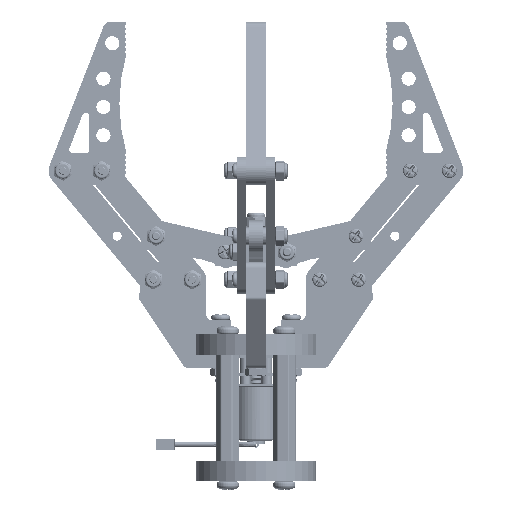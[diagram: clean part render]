
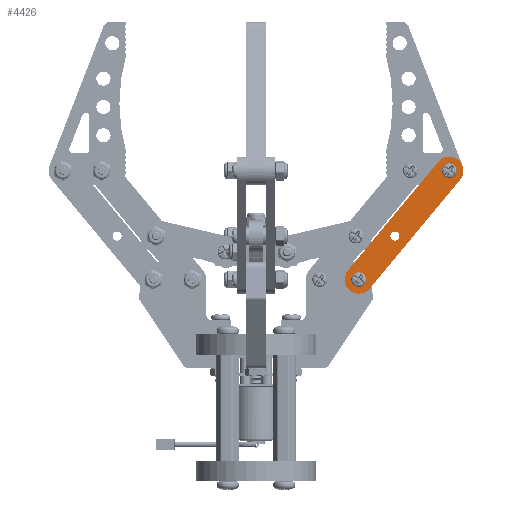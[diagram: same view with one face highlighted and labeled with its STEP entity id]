
A CAD part, left-side view. The second image highlights one B-rep face of the part: STEP entity #4426.
In plain terms, the highlighted face is planar.
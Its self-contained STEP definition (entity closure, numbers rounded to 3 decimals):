
#4426 = ADVANCED_FACE( '', ( #9040, #9041, #9042, #9043 ), #9044, .F. );
#9040 = FACE_BOUND( '', #14634, .T. );
#9041 = FACE_BOUND( '', #14635, .T. );
#9042 = FACE_BOUND( '', #14636, .T. );
#9043 = FACE_OUTER_BOUND( '', #14637, .T. );
#9044 = PLANE( '', #14638 );
#14634 = EDGE_LOOP( '', ( #22490 ) );
#14635 = EDGE_LOOP( '', ( #22491 ) );
#14636 = EDGE_LOOP( '', ( #22492 ) );
#14637 = EDGE_LOOP( '', ( #22493, #22494, #22495, #22496 ) );
#14638 = AXIS2_PLACEMENT_3D( '', #22497, #22498, #22499 );
#22490 = ORIENTED_EDGE( '', *, *, #24409, .T. );
#22491 = ORIENTED_EDGE( '', *, *, #25636, .T. );
#22492 = ORIENTED_EDGE( '', *, *, #26127, .T. );
#22493 = ORIENTED_EDGE( '', *, *, #26092, .T. );
#22494 = ORIENTED_EDGE( '', *, *, #24956, .F. );
#22495 = ORIENTED_EDGE( '', *, *, #26709, .T. );
#22496 = ORIENTED_EDGE( '', *, *, #27086, .F. );
#22497 = CARTESIAN_POINT( '', ( 0., 0., 1.25 ) );
#22498 = DIRECTION( '', ( 0., 0., -1. ) );
#22499 = DIRECTION( '', ( -1., 0., 0. ) );
#24409 = EDGE_CURVE( '', #27651, #27651, #27652, .T. );
#24956 = EDGE_CURVE( '', #28578, #28579, #28580, .T. );
#25636 = EDGE_CURVE( '', #29672, #29672, #29673, .T. );
#26092 = EDGE_CURVE( '', #30378, #28579, #30379, .F. );
#26127 = EDGE_CURVE( '', #30432, #30432, #30433, .T. );
#26709 = EDGE_CURVE( '', #28578, #31271, #31272, .F. );
#27086 = EDGE_CURVE( '', #30378, #31271, #31750, .T. );
#27651 = VERTEX_POINT( '', #32470 );
#27652 = CIRCLE( '', #32471, 1.3 );
#28578 = VERTEX_POINT( '', #33652 );
#28579 = VERTEX_POINT( '', #33653 );
#28580 = LINE( '', #33654, #33655 );
#29672 = VERTEX_POINT( '', #35196 );
#29673 = CIRCLE( '', #35197, 1.3 );
#30378 = VERTEX_POINT( '', #36080 );
#30379 = CIRCLE( '', #36081, 4. );
#30432 = VERTEX_POINT( '', #36145 );
#30433 = CIRCLE( '', #36146, 1.3 );
#31271 = VERTEX_POINT( '', #37195 );
#31272 = CIRCLE( '', #37196, 4. );
#31750 = LINE( '', #37819, #37820 );
#32470 = CARTESIAN_POINT( '', ( 2.7, 0., 1.25 ) );
#32471 = AXIS2_PLACEMENT_3D( '', #38442, #38443, #38444 );
#33652 = CARTESIAN_POINT( '', ( 20., -4., 1.25 ) );
#33653 = CARTESIAN_POINT( '', ( -20., -4., 1.25 ) );
#33654 = CARTESIAN_POINT( '', ( 24., -4., 1.25 ) );
#33655 = VECTOR( '', #39371, 1000. );
#35196 = CARTESIAN_POINT( '', ( 21.3, 0., 1.25 ) );
#35197 = AXIS2_PLACEMENT_3D( '', #40304, #40305, #40306 );
#36080 = CARTESIAN_POINT( '', ( -20., 4., 1.25 ) );
#36081 = AXIS2_PLACEMENT_3D( '', #40972, #40973, #40974 );
#36145 = CARTESIAN_POINT( '', ( -18.7, 0., 1.25 ) );
#36146 = AXIS2_PLACEMENT_3D( '', #41022, #41023, #41024 );
#37195 = CARTESIAN_POINT( '', ( 20., 4., 1.25 ) );
#37196 = AXIS2_PLACEMENT_3D( '', #41754, #41755, #41756 );
#37819 = CARTESIAN_POINT( '', ( -24., 4., 1.25 ) );
#37820 = VECTOR( '', #42113, 1000. );
#38442 = CARTESIAN_POINT( '', ( 4., 0., 1.25 ) );
#38443 = DIRECTION( '', ( 0., 0., -1. ) );
#38444 = DIRECTION( '', ( -1., 0., 0. ) );
#39371 = DIRECTION( '', ( -1., 0., 0. ) );
#40304 = CARTESIAN_POINT( '', ( 20., 0., 1.25 ) );
#40305 = DIRECTION( '', ( 0., 0., -1. ) );
#40306 = DIRECTION( '', ( 1., 0., 0. ) );
#40972 = CARTESIAN_POINT( '', ( -20., 0., 1.25 ) );
#40973 = DIRECTION( '', ( 0., 0., -1. ) );
#40974 = DIRECTION( '', ( -1., 0., 0. ) );
#41022 = CARTESIAN_POINT( '', ( -20., 0., 1.25 ) );
#41023 = DIRECTION( '', ( 0., 0., -1. ) );
#41024 = DIRECTION( '', ( 1., 0., 0. ) );
#41754 = CARTESIAN_POINT( '', ( 20., 0., 1.25 ) );
#41755 = DIRECTION( '', ( 0., 0., -1. ) );
#41756 = DIRECTION( '', ( -1., 0., 0. ) );
#42113 = DIRECTION( '', ( 1., 0., 0. ) );
